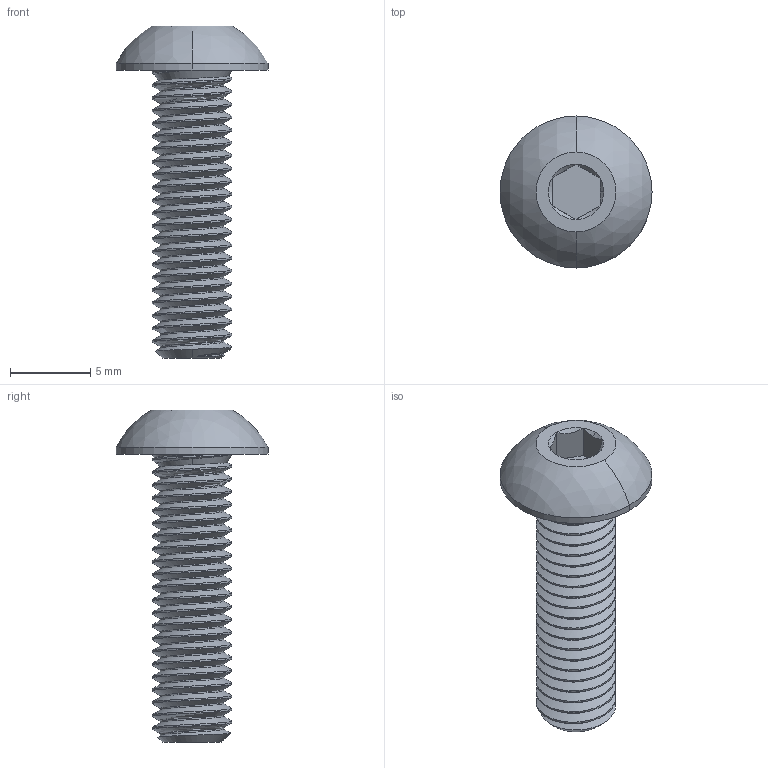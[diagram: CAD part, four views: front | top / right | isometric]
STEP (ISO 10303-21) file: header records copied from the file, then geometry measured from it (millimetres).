
FILE_DESCRIPTION (( 'STEP AP203' ), '1' );
FILE_NAME ('91239A241_Button Head Hex Drive Screw.STEP', '2022-04-26T18:26:45', ( 'Administrator' ), ( 'Managed by Terraform' ), 'SwSTEP 2.0', 'SolidWorks 2017', '' );
FILE_SCHEMA (( 'CONFIG_CONTROL_DESIGN' ));
Length unit declared in the file: millimetre
Products named in the file (1): 91239A241_Button Head Hex Drive Screw
Bounding box: 9.5 x 9.5 x 20.75 mm (x, y, z)
Volume: 411.8 mm3; surface area: 631.3 mm2
Topology: 1 solids, 1 shells, 74 faces, 194 edges, 124 vertices
Faces by surface type: cylinder 46, cone 13, plane 10, bspline 3, sphere 2
Entity records: 5885 total; most frequent: CARTESIAN_POINT 4289, ORIENTED_EDGE 388, DIRECTION 251, EDGE_CURVE 194, VERTEX_POINT 124, AXIS2_PLACEMENT_3D 94, EDGE_LOOP 76, FACE_OUTER_BOUND 74
